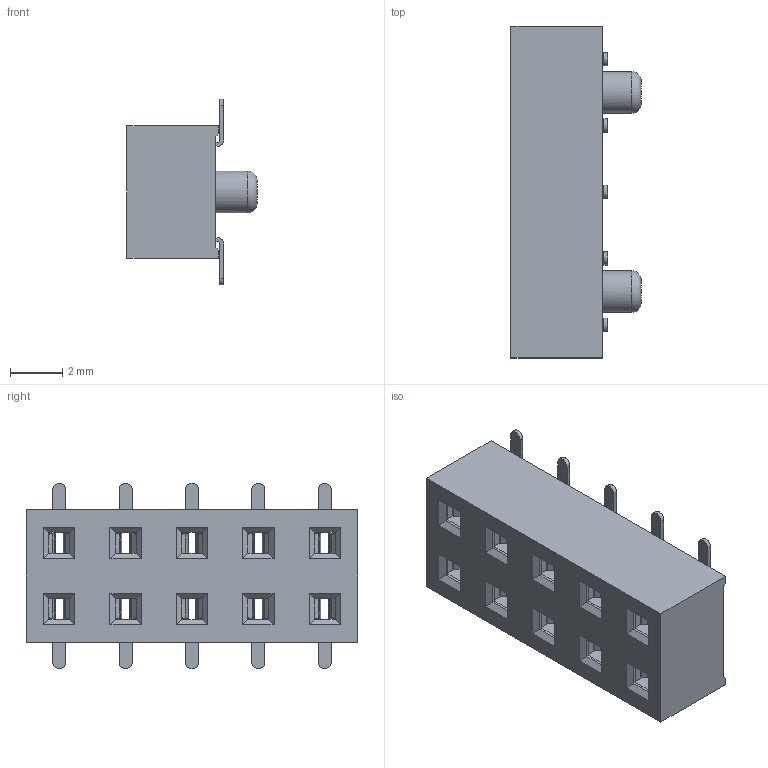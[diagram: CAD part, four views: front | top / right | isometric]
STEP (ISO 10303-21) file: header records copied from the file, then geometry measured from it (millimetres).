
FILE_DESCRIPTION(/* description */ (''),/* implementation_level */ '2;1');
FILE_NAME(/* name */ '3492-10-3-Dummy.stp',/* time_stamp */ '2023-09-01T10:43:29+02:00',/* author */ ('Andreas.Larin'),/* organization */ (''),/* preprocessor_version */ 'ST-DEVELOPER v15.6',/* originating_system */ 'Autodesk Inventor 2015',/* authorisation */ '');
FILE_SCHEMA (('AUTOMOTIVE_DESIGN { 1 0 10303 214 3 1 1 }'));
Length unit declared in the file: centimetre
Products named in the file (1): 3492-10-3-Dummy
Bounding box: 4.98 x 12.7 x 7.11 mm (x, y, z)
Volume: 188.4 mm3; surface area: 552.1 mm2
Topology: 1 solids, 1 shells, 1014 faces, 2586 edges, 1578 vertices
Faces by surface type: plane 760, cylinder 252, torus 2
Full cylindrical faces by diameter (mm): 1.6 x2
Entity records: 30132 total; most frequent: CARTESIAN_POINT 5291, DIRECTION 5230, ORIENTED_EDGE 5160, EDGE_CURVE 2580, LINE 1920, VECTOR 1920, AXIS2_PLACEMENT_3D 1655, VERTEX_POINT 1576
